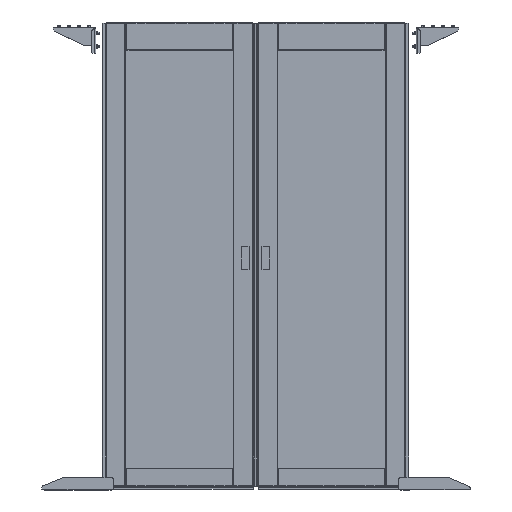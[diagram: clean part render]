
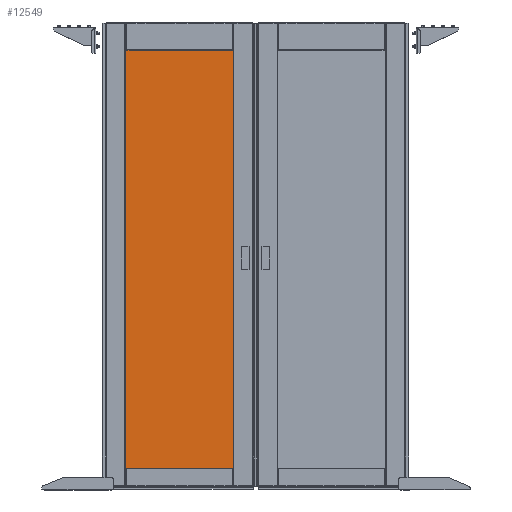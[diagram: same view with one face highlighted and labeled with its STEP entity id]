
A CAD part, top view. The second image highlights one B-rep face of the part: STEP entity #12549.
In plain terms, the highlighted planar face has unit normal (0, 0, 1).
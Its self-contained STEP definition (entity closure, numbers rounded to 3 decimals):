
#271 = DIRECTION ( 'NONE',  ( 0., -1., 0. ) ) ;
#1885 = LINE ( 'NONE', #44458, #46856 ) ;
#2467 = ORIENTED_EDGE ( 'NONE', *, *, #15154, .T. ) ;
#4539 = VERTEX_POINT ( 'NONE', #57017 ) ;
#9831 = ORIENTED_EDGE ( 'NONE', *, *, #18838, .T. ) ;
#11320 = VERTEX_POINT ( 'NONE', #29214 ) ;
#11385 = DIRECTION ( 'NONE',  ( 0., 1., 0. ) ) ;
#12103 = ORIENTED_EDGE ( 'NONE', *, *, #58081, .T. ) ;
#12549 = ADVANCED_FACE ( 'NONE', ( #59628 ), #40496, .T. ) ;
#13610 = EDGE_LOOP ( 'NONE', ( #2467, #42638, #12103, #9831 ) ) ;
#14689 = LINE ( 'NONE', #30020, #46506 ) ;
#15154 = EDGE_CURVE ( 'NONE', #4539, #17045, #14689, .T. ) ;
#16970 = VECTOR ( 'NONE', #48837, 1000. ) ;
#17045 = VERTEX_POINT ( 'NONE', #36787 ) ;
#17120 = CARTESIAN_POINT ( 'NONE',  ( 254.5, -947.5, 4. ) ) ;
#17779 = VECTOR ( 'NONE', #11385, 1000. ) ;
#18838 = EDGE_CURVE ( 'NONE', #11320, #4539, #33813, .T. ) ;
#23601 = CARTESIAN_POINT ( 'NONE',  ( 254.5, 947.5, 4. ) ) ;
#24158 = AXIS2_PLACEMENT_3D ( 'NONE', #60270, #35378, #30871 ) ;
#29214 = CARTESIAN_POINT ( 'NONE',  ( 254.5, 947.5, 4. ) ) ;
#30020 = CARTESIAN_POINT ( 'NONE',  ( -254.5, -947.5, 4. ) ) ;
#30871 = DIRECTION ( 'NONE',  ( 1., 0., 0. ) ) ;
#32436 = EDGE_CURVE ( 'NONE', #17045, #35433, #1885, .T. ) ;
#33813 = LINE ( 'NONE', #23601, #16970 ) ;
#35378 = DIRECTION ( 'NONE',  ( 0., 0., 1. ) ) ;
#35433 = VERTEX_POINT ( 'NONE', #48900 ) ;
#36787 = CARTESIAN_POINT ( 'NONE',  ( -254.5, -947.5, 4. ) ) ;
#40496 = PLANE ( 'NONE',  #24158 ) ;
#42638 = ORIENTED_EDGE ( 'NONE', *, *, #32436, .T. ) ;
#44458 = CARTESIAN_POINT ( 'NONE',  ( 254.5, -947.5, 4. ) ) ;
#46506 = VECTOR ( 'NONE', #271, 1000. ) ;
#46856 = VECTOR ( 'NONE', #49571, 1000. ) ;
#48837 = DIRECTION ( 'NONE',  ( -1., 0., 0. ) ) ;
#48900 = CARTESIAN_POINT ( 'NONE',  ( 254.5, -947.5, 4. ) ) ;
#49571 = DIRECTION ( 'NONE',  ( 1., 0., 0. ) ) ;
#55200 = LINE ( 'NONE', #17120, #17779 ) ;
#57017 = CARTESIAN_POINT ( 'NONE',  ( -254.5, 947.5, 4. ) ) ;
#58081 = EDGE_CURVE ( 'NONE', #35433, #11320, #55200, .T. ) ;
#59628 = FACE_OUTER_BOUND ( 'NONE', #13610, .T. ) ;
#60270 = CARTESIAN_POINT ( 'NONE',  ( 0., 0., 4. ) ) ;
